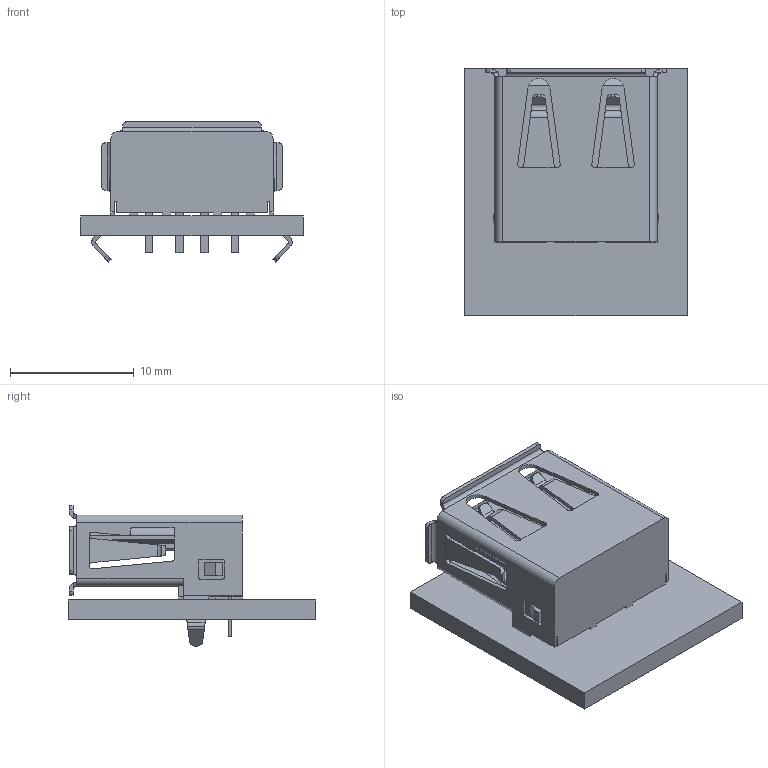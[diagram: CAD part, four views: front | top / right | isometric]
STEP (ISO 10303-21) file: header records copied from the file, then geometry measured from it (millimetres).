
FILE_DESCRIPTION(('PCB Model'),'2;1');
FILE_NAME('usb board.STEP', '2022-03-21T18:58:50',('IlyesIlno'),('Unspecified'), 'Open CASCADE STEP processor 6.8','Proteus','Unknown');
FILE_SCHEMA(('CONFIG_CONTROL_DESIGN','SHAPE_APPEARANCE_LAYER_MIM'));
Length unit declared in the file: millimetre
Products named in the file (5): Open CASCADE STEP translator 6.8 1; Layer_1; ARDUINO; Open CASCADE STEP translator 6.8 1.2.1; Body_1
Assembly tree (4 placements, depth 4):
  Open CASCADE STEP translator 6.8 1
    Layer_1
    ARDUINO
      Open CASCADE STEP translator 6.8 1.2.1
        Body_1
Bounding box: 18 x 20 x 11.37 mm (x, y, z)
Volume: 1289.4 mm3; surface area: 2139.9 mm2
Topology: 2 solids, 2 shells, 359 faces, 959 edges, 618 vertices
Faces by surface type: plane 221, cylinder 132, bspline 6
Entity records: 12687 total; most frequent: CARTESIAN_POINT 3677, ORIENTED_EDGE 1918, DIRECTION 1663, EDGE_CURVE 959, LINE 675, VECTOR 675, VERTEX_POINT 618, AXIS2_PLACEMENT_3D 494
